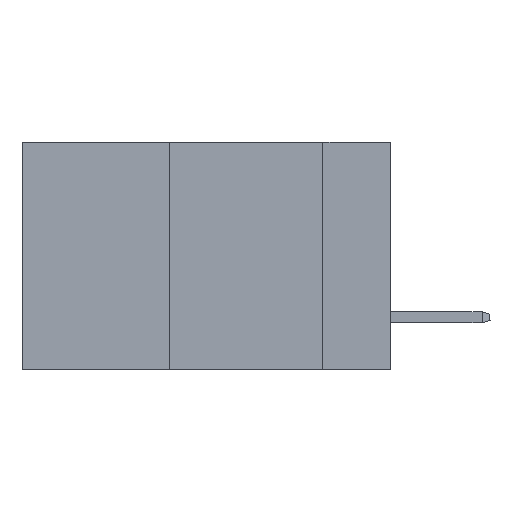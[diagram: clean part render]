
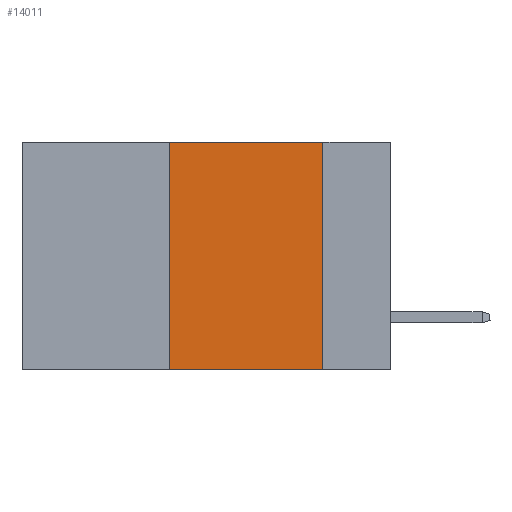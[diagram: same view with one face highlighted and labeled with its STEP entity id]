
A CAD part, left-side view. The second image highlights one B-rep face of the part: STEP entity #14011.
In plain terms, the highlighted planar face has unit normal (-1, 0, 0).
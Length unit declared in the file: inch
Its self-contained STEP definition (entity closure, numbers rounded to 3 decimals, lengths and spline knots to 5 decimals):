
#2908 = LINE ( 'NONE', #12248, #23865 ) ;
#2931 = ORIENTED_EDGE ( 'NONE', *, *, #12369, .T. ) ;
#3277 = DIRECTION ( 'NONE',  ( 0., 0., -1. ) ) ;
#6180 = DIRECTION ( 'NONE',  ( 0., 0., 1. ) ) ;
#6949 = CARTESIAN_POINT ( 'NONE',  ( 0., 0.11, 0. ) ) ;
#8443 = EDGE_LOOP ( 'NONE', ( #29905, #11418, #38881, #2931 ) ) ;
#9864 = CARTESIAN_POINT ( 'NONE',  ( 0., 0.36, 0. ) ) ;
#9976 = PLANE ( 'NONE',  #33087 ) ;
#10620 = FACE_OUTER_BOUND ( 'NONE', #8443, .T. ) ;
#11418 = ORIENTED_EDGE ( 'NONE', *, *, #16821, .F. ) ;
#12248 = CARTESIAN_POINT ( 'NONE',  ( 0., 0.6, -0.37 ) ) ;
#12369 = EDGE_CURVE ( 'NONE', #39493, #35954, #2908, .T. ) ;
#14011 = ADVANCED_FACE ( 'NONE', ( #10620 ), #9976, .F. ) ;
#15021 = CARTESIAN_POINT ( 'NONE',  ( 0., 0.36, 0. ) ) ;
#15741 = LINE ( 'NONE', #31038, #25447 ) ;
#16450 = VERTEX_POINT ( 'NONE', #15021 ) ;
#16821 = EDGE_CURVE ( 'NONE', #16450, #26158, #38859, .T. ) ;
#17358 = DIRECTION ( 'NONE',  ( 0., -1., 0. ) ) ;
#17379 = VECTOR ( 'NONE', #17358, 39.37008 ) ;
#18344 = DIRECTION ( 'NONE',  ( 0., -1., 0. ) ) ;
#19330 = CARTESIAN_POINT ( 'NONE',  ( 0., 0.36, -0.37 ) ) ;
#23865 = VECTOR ( 'NONE', #18344, 39.37008 ) ;
#25191 = CARTESIAN_POINT ( 'NONE',  ( 0., 0.6, 0. ) ) ;
#25447 = VECTOR ( 'NONE', #30903, 39.37008 ) ;
#26158 = VERTEX_POINT ( 'NONE', #6949 ) ;
#28377 = VECTOR ( 'NONE', #6180, 39.37008 ) ;
#28509 = DIRECTION ( 'NONE',  ( 1., 0., 0. ) ) ;
#29905 = ORIENTED_EDGE ( 'NONE', *, *, #33195, .F. ) ;
#30903 = DIRECTION ( 'NONE',  ( 0., 0., -1. ) ) ;
#31038 = CARTESIAN_POINT ( 'NONE',  ( 0., 0.11, 0. ) ) ;
#33087 = AXIS2_PLACEMENT_3D ( 'NONE', #25191, #28509, #3277 ) ;
#33195 = EDGE_CURVE ( 'NONE', #26158, #35954, #15741, .T. ) ;
#33678 = CARTESIAN_POINT ( 'NONE',  ( 0., 0.11, -0.37 ) ) ;
#33683 = LINE ( 'NONE', #9864, #28377 ) ;
#33918 = EDGE_CURVE ( 'NONE', #39493, #16450, #33683, .T. ) ;
#35954 = VERTEX_POINT ( 'NONE', #33678 ) ;
#38859 = LINE ( 'NONE', #39435, #17379 ) ;
#38881 = ORIENTED_EDGE ( 'NONE', *, *, #33918, .F. ) ;
#39435 = CARTESIAN_POINT ( 'NONE',  ( 0., 0.6, 0. ) ) ;
#39493 = VERTEX_POINT ( 'NONE', #19330 ) ;
